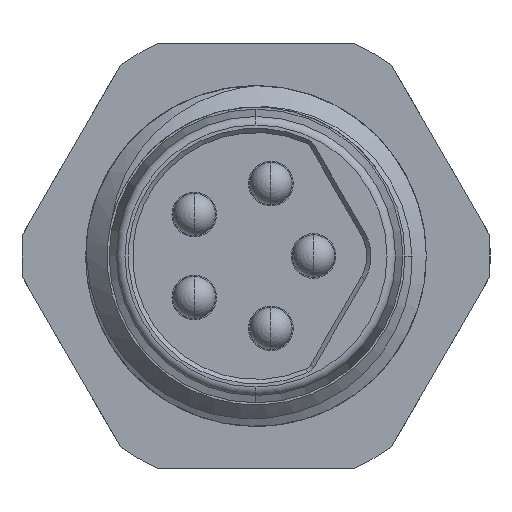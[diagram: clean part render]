
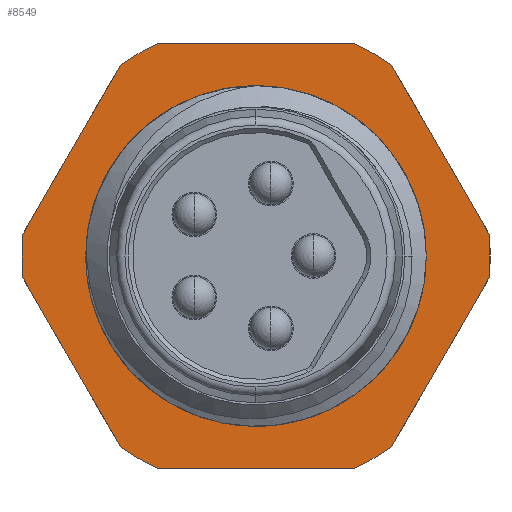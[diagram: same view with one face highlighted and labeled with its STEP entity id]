
A CAD part, left-side view. The second image highlights one B-rep face of the part: STEP entity #8549.
In plain terms, the highlighted planar face has unit normal (-1, 0, 0).
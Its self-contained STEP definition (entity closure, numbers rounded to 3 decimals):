
#3510=CARTESIAN_POINT('',(6.5,0.,0.));
#3511=DIRECTION('',(1.,0.,0.));
#3512=DIRECTION('',(0.,0.,1.));
#3513=AXIS2_PLACEMENT_3D('',#3510,#3511,#3512);
#3855=CARTESIAN_POINT('',(6.5,0.,0.));
#3856=DIRECTION('',(1.,0.,0.));
#3857=DIRECTION('',(0.,-1.,0.));
#3858=AXIS2_PLACEMENT_3D('',#3855,#3856,#3857);
#3953=CARTESIAN_POINT('',(6.5,0.,0.));
#3954=DIRECTION('',(1.,0.,0.));
#3955=DIRECTION('',(0.,-0.996,0.094));
#3956=AXIS2_PLACEMENT_3D('',#3953,#3954,#3955);
#3958=DIRECTION('',(0.,0.5,-0.866));
#3959=VECTOR('',#3958,4.583);
#3960=CARTESIAN_POINT('',(6.5,-5.476,-0.516));
#3961=LINE('',#3960,#3959);
#3962=CARTESIAN_POINT('',(6.5,0.,0.));
#3963=DIRECTION('',(1.,0.,0.));
#3964=DIRECTION('',(0.,-0.579,-0.815));
#3965=AXIS2_PLACEMENT_3D('',#3962,#3963,#3964);
#3967=DIRECTION('',(0.,1.,0.));
#3968=VECTOR('',#3967,4.583);
#3969=CARTESIAN_POINT('',(6.5,-2.291,-5.));
#3970=LINE('',#3969,#3968);
#3971=CARTESIAN_POINT('',(6.5,0.,0.));
#3972=DIRECTION('',(1.,0.,0.));
#3973=DIRECTION('',(0.,0.417,-0.909));
#3974=AXIS2_PLACEMENT_3D('',#3971,#3972,#3973);
#3976=DIRECTION('',(0.,0.5,0.866));
#3977=VECTOR('',#3976,4.583);
#3978=CARTESIAN_POINT('',(6.5,3.184,-4.484));
#3979=LINE('',#3978,#3977);
#3980=CARTESIAN_POINT('',(6.5,0.,0.));
#3981=DIRECTION('',(1.,0.,0.));
#3982=DIRECTION('',(0.,0.996,-0.094));
#3983=AXIS2_PLACEMENT_3D('',#3980,#3981,#3982);
#3985=DIRECTION('',(0.,-0.5,0.866));
#3986=VECTOR('',#3985,4.583);
#3987=CARTESIAN_POINT('',(6.5,5.476,0.516));
#3988=LINE('',#3987,#3986);
#3989=CARTESIAN_POINT('',(6.5,0.,0.));
#3990=DIRECTION('',(1.,0.,0.));
#3991=DIRECTION('',(0.,0.579,0.815));
#3992=AXIS2_PLACEMENT_3D('',#3989,#3990,#3991);
#3994=DIRECTION('',(0.,-1.,0.));
#3995=VECTOR('',#3994,4.583);
#3996=CARTESIAN_POINT('',(6.5,2.291,5.));
#3997=LINE('',#3996,#3995);
#3998=CARTESIAN_POINT('',(6.5,0.,0.));
#3999=DIRECTION('',(1.,0.,0.));
#4000=DIRECTION('',(0.,-0.417,0.909));
#4001=AXIS2_PLACEMENT_3D('',#3998,#3999,#4000);
#4003=DIRECTION('',(0.,-0.5,-0.866));
#4004=VECTOR('',#4003,4.583);
#4005=CARTESIAN_POINT('',(6.5,-3.184,4.484));
#4006=LINE('',#4005,#4004);
#7498=CARTESIAN_POINT('',(6.5,-5.476,0.516));
#7499=CARTESIAN_POINT('',(6.5,-5.476,-0.516));
#7500=VERTEX_POINT('',#7498);
#7501=VERTEX_POINT('',#7499);
#7502=CARTESIAN_POINT('',(6.5,-3.184,-4.484));
#7503=VERTEX_POINT('',#7502);
#7504=CARTESIAN_POINT('',(6.5,-2.291,-5.));
#7505=VERTEX_POINT('',#7504);
#7506=CARTESIAN_POINT('',(6.5,2.291,-5.));
#7507=VERTEX_POINT('',#7506);
#7508=CARTESIAN_POINT('',(6.5,3.184,-4.484));
#7509=VERTEX_POINT('',#7508);
#7510=CARTESIAN_POINT('',(6.5,5.476,-0.516));
#7511=VERTEX_POINT('',#7510);
#7512=CARTESIAN_POINT('',(6.5,5.476,0.516));
#7513=VERTEX_POINT('',#7512);
#7514=CARTESIAN_POINT('',(6.5,3.184,4.484));
#7515=VERTEX_POINT('',#7514);
#7516=CARTESIAN_POINT('',(6.5,2.291,5.));
#7517=VERTEX_POINT('',#7516);
#7518=CARTESIAN_POINT('',(6.5,-2.291,5.));
#7519=VERTEX_POINT('',#7518);
#7520=CARTESIAN_POINT('',(6.5,-3.184,4.484));
#7521=VERTEX_POINT('',#7520);
#7527=CARTESIAN_POINT('',(6.5,0.,4.));
#7529=VERTEX_POINT('',#7527);
#7544=CARTESIAN_POINT('',(6.5,-4.,0.));
#7545=VERTEX_POINT('',#7544);
#8514=CARTESIAN_POINT('',(6.5,0.,0.));
#8515=DIRECTION('',(1.,0.,0.));
#8516=DIRECTION('',(0.,0.,1.));
#8517=AXIS2_PLACEMENT_3D('',#8514,#8515,#8516);
#8518=PLANE('',#8517);
#8520=ORIENTED_EDGE('',*,*,#8519,.T.);
#8522=ORIENTED_EDGE('',*,*,#8521,.T.);
#8524=ORIENTED_EDGE('',*,*,#8523,.T.);
#8526=ORIENTED_EDGE('',*,*,#8525,.T.);
#8528=ORIENTED_EDGE('',*,*,#8527,.T.);
#8530=ORIENTED_EDGE('',*,*,#8529,.T.);
#8532=ORIENTED_EDGE('',*,*,#8531,.T.);
#8534=ORIENTED_EDGE('',*,*,#8533,.T.);
#8536=ORIENTED_EDGE('',*,*,#8535,.T.);
#8538=ORIENTED_EDGE('',*,*,#8537,.T.);
#8540=ORIENTED_EDGE('',*,*,#8539,.T.);
#8542=ORIENTED_EDGE('',*,*,#8541,.T.);
#8543=EDGE_LOOP('',(#8520,#8522,#8524,#8526,#8528,#8530,#8532,#8534,#8536,#8538,
#8540,#8542));
#8544=FACE_OUTER_BOUND('',#8543,.F.);
#8545=ORIENTED_EDGE('',*,*,#8495,.F.);
#8546=ORIENTED_EDGE('',*,*,#8116,.F.);
#8547=EDGE_LOOP('',(#8545,#8546));
#8548=FACE_BOUND('',#8547,.F.);
#3514=CIRCLE('',#3513,4.);
#3859=CIRCLE('',#3858,4.);
#3957=CIRCLE('',#3956,5.5);
#3966=CIRCLE('',#3965,5.5);
#3975=CIRCLE('',#3974,5.5);
#3984=CIRCLE('',#3983,5.5);
#3993=CIRCLE('',#3992,5.5);
#4002=CIRCLE('',#4001,5.5);
#8116=EDGE_CURVE('',#7529,#7545,#3514,.T.);
#8495=EDGE_CURVE('',#7545,#7529,#3859,.T.);
#8519=EDGE_CURVE('',#7500,#7501,#3957,.T.);
#8521=EDGE_CURVE('',#7501,#7503,#3961,.T.);
#8523=EDGE_CURVE('',#7503,#7505,#3966,.T.);
#8525=EDGE_CURVE('',#7505,#7507,#3970,.T.);
#8527=EDGE_CURVE('',#7507,#7509,#3975,.T.);
#8529=EDGE_CURVE('',#7509,#7511,#3979,.T.);
#8531=EDGE_CURVE('',#7511,#7513,#3984,.T.);
#8533=EDGE_CURVE('',#7513,#7515,#3988,.T.);
#8535=EDGE_CURVE('',#7515,#7517,#3993,.T.);
#8537=EDGE_CURVE('',#7517,#7519,#3997,.T.);
#8539=EDGE_CURVE('',#7519,#7521,#4002,.T.);
#8541=EDGE_CURVE('',#7521,#7500,#4006,.T.);
#8549=ADVANCED_FACE('',(#8544,#8548),#8518,.F.);
